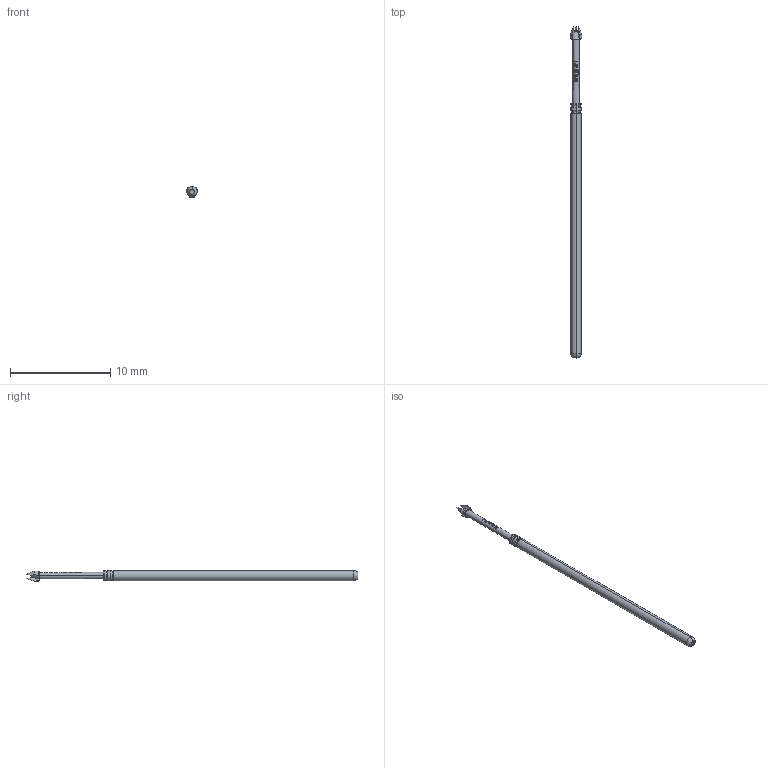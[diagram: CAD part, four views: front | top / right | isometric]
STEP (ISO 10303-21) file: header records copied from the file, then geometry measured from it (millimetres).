
FILE_DESCRIPTION (( 'STEP AP203' ), '1' );
FILE_NAME ('INGUN_GKS-075_289_050_A_xx00.STEP', '2021-09-22T05:29:45', ( 'ochi' ), ( '' ), 'SwSTEP 2.0', 'SolidWorks 2018', '' );
FILE_SCHEMA (( 'CONFIG_CONTROL_DESIGN' ));
Length unit declared in the file: millimetre
Products named in the file (1): INGUN_GKS-075_289_050_A_xx00
Bounding box: 1.14 x 33.1 x 1.08 mm (x, y, z)
Volume: 23 mm3; surface area: 99.8 mm2
Topology: 1 solids, 1 shells, 99 faces, 248 edges, 159 vertices
Faces by surface type: bspline 52, cone 14, torus 13, cylinder 11, plane 9
Entity records: 4068 total; most frequent: CARTESIAN_POINT 2122, ORIENTED_EDGE 496, EDGE_CURVE 248, DIRECTION 201, B_SPLINE_CURVE_WITH_KNOTS 177, VERTEX_POINT 159, EDGE_LOOP 107, ADVANCED_FACE 99
